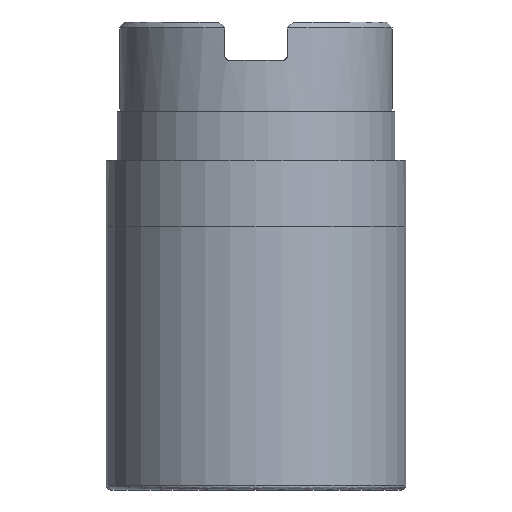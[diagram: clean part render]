
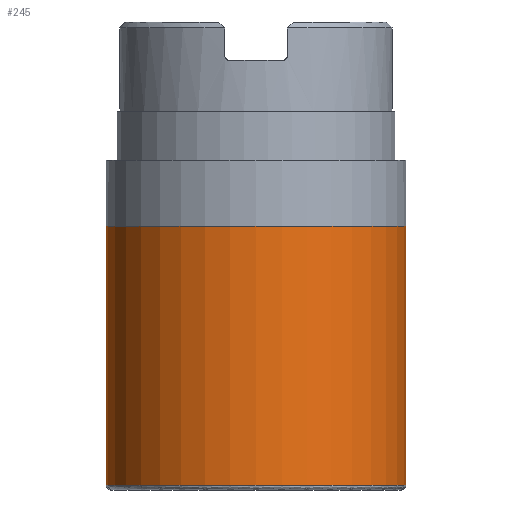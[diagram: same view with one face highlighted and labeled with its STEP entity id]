
A CAD part, front view. The second image highlights one B-rep face of the part: STEP entity #245.
In plain terms, the highlighted cylindrical face has radius 24.993 mm (diameter 49.986 mm), a full revolution.
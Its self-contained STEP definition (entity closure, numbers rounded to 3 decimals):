
#245=ADVANCED_FACE('',(#331,#332),#310,.T.);
#310=CYLINDRICAL_SURFACE('',#1010,24.993);
#331=FACE_BOUND('',#385,.T.);
#332=FACE_BOUND('',#386,.T.);
#385=EDGE_LOOP('',(#477));
#386=EDGE_LOOP('',(#478));
#477=ORIENTED_EDGE('',*,*,#823,.T.);
#478=ORIENTED_EDGE('',*,*,#824,.F.);
#733=VERTEX_POINT('',#1425);
#734=VERTEX_POINT('',#1427);
#823=EDGE_CURVE('',#733,#733,#951,.T.);
#824=EDGE_CURVE('',#734,#734,#952,.T.);
#951=CIRCLE('',#1008,24.993);
#952=CIRCLE('',#1009,24.993);
#1008=AXIS2_PLACEMENT_3D('',#1424,#1136,#1137);
#1009=AXIS2_PLACEMENT_3D('',#1426,#1138,#1139);
#1010=AXIS2_PLACEMENT_3D('',#1428,#1140,#1141);
#1136=DIRECTION('',(0.,0.,-1.));
#1137=DIRECTION('',(-1.,0.,0.));
#1138=DIRECTION('',(0.,0.,-1.));
#1139=DIRECTION('',(-1.,0.,0.));
#1140=DIRECTION('',(0.,0.,-1.));
#1141=DIRECTION('',(-1.,0.,0.));
#1424=CARTESIAN_POINT('',(0.,0.,-34.016));
#1425=CARTESIAN_POINT('',(-24.993,0.,-34.016));
#1426=CARTESIAN_POINT('',(0.,0.,-77.216));
#1427=CARTESIAN_POINT('',(-24.993,0.,-77.216));
#1428=CARTESIAN_POINT('',(0.,0.,0.));
